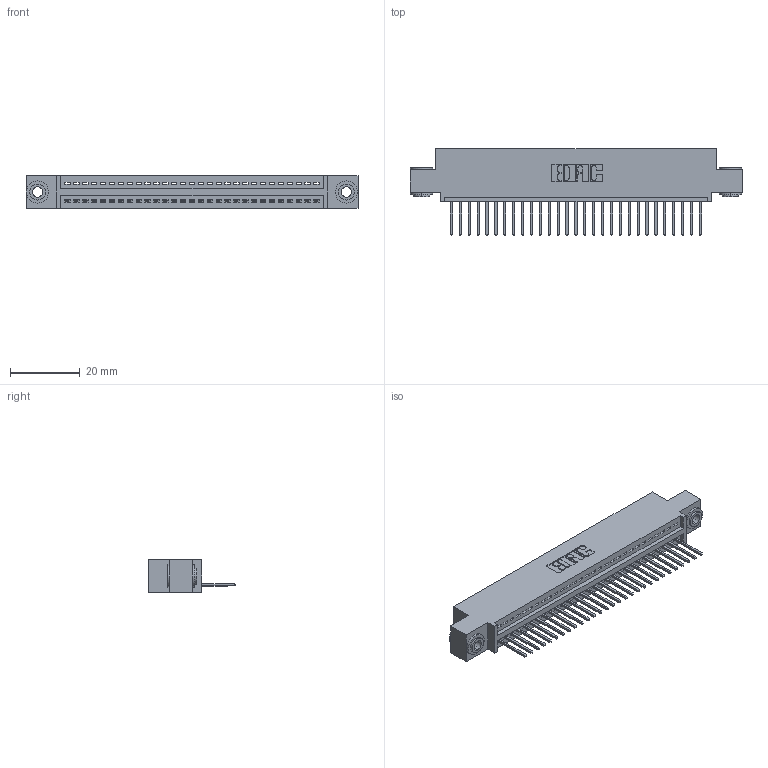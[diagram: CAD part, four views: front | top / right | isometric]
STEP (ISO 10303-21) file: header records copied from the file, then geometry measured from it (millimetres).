
FILE_DESCRIPTION (( 'STEP AP203' ), '1' );
FILE_NAME ('395-029-523-403.STEP', '2019-10-19T05:04:53', ( '' ), ( '' ), 'SwSTEP 2.0', 'SolidWorks 2016', '' );
FILE_SCHEMA (( 'CONFIG_CONTROL_DESIGN' ));
Length unit declared in the file: inch
Products named in the file (4): 345-250-002_345-250-002-102; 345 Part_0.110 Offset - 0.156 Dia-TH; 345-292-001_345-293-123; 395-029-523-403
Assembly tree (32 placements, depth 2):
  395-029-523-403
    345 Part_0.110 Offset - 0.156 Dia-TH
    345-292-001_345-293-123  x29
    345-250-002_345-250-002-102  x2
Bounding box: 94.87 x 24.82 x 9.4 mm (x, y, z)
Volume: 8839.1 mm3; surface area: 11897.6 mm2
Topology: 32 solids, 32 shells, 1850 faces, 5533 edges, 3646 vertices
Faces by surface type: plane 1254, cylinder 588, cone 8
Entity records: 24376 total; most frequent: CARTESIAN_POINT 4202, ORIENTED_EDGE 4158, DIRECTION 3719, EDGE_CURVE 2079, LINE 1807, VECTOR 1807, VERTEX_POINT 1382, AXIS2_PLACEMENT_3D 956
